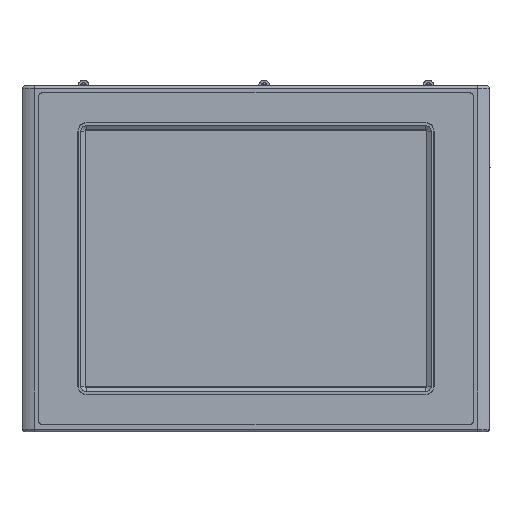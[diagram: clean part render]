
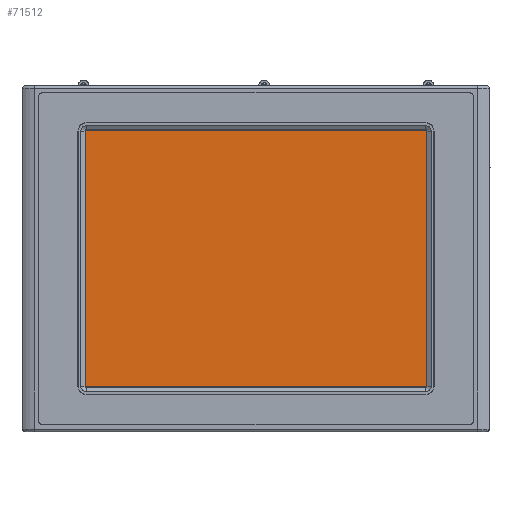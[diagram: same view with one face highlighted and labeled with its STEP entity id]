
A CAD part, top view. The second image highlights one B-rep face of the part: STEP entity #71512.
In plain terms, the highlighted planar face has unit normal (0, 0, 1).
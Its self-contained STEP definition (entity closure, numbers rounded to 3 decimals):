
#8601=FACE_OUTER_BOUND('',#12867,.T.);
#12867=EDGE_LOOP('',(#49274,#49275,#49276,#49277));
#18372=LINE('',#104817,#23870);
#18376=LINE('',#104825,#23874);
#18379=LINE('',#104831,#23877);
#18382=LINE('',#104836,#23880);
#23870=VECTOR('',#86444,248.87);
#23874=VECTOR('',#86450,187.4);
#23877=VECTOR('',#86455,248.87);
#23880=VECTOR('',#86460,187.4);
#29295=VERTEX_POINT('',#104815);
#29296=VERTEX_POINT('',#104816);
#29299=VERTEX_POINT('',#104824);
#29301=VERTEX_POINT('',#104830);
#36748=EDGE_CURVE('',#29295,#29296,#18372,.T.);
#36752=EDGE_CURVE('',#29296,#29299,#18376,.T.);
#36755=EDGE_CURVE('',#29299,#29301,#18379,.T.);
#36758=EDGE_CURVE('',#29301,#29295,#18382,.T.);
#49274=ORIENTED_EDGE('',*,*,#36748,.T.);
#49275=ORIENTED_EDGE('',*,*,#36752,.T.);
#49276=ORIENTED_EDGE('',*,*,#36755,.T.);
#49277=ORIENTED_EDGE('',*,*,#36758,.T.);
#64855=PLANE('',#76570);
#71512=ADVANCED_FACE('',(#8601),#64855,.T.);
#76570=AXIS2_PLACEMENT_3D('',#104838,#86462,#86463);
#86444=DIRECTION('',(1.,0.,0.));
#86450=DIRECTION('',(0.,1.,0.));
#86455=DIRECTION('',(-1.,0.,0.));
#86460=DIRECTION('',(0.,-1.,0.));
#86462=DIRECTION('center_axis',(0.,0.,
1.));
#86463=DIRECTION('ref_axis',(1.,0.,0.));
#104815=CARTESIAN_POINT('',(-124.435,-93.7,2.9));
#104816=CARTESIAN_POINT('',(124.435,-93.7,2.9));
#104817=CARTESIAN_POINT('',(124.435,-93.7,2.9));
#104824=CARTESIAN_POINT('',(124.435,93.7,2.9));
#104825=CARTESIAN_POINT('',(124.435,93.7,2.9));
#104830=CARTESIAN_POINT('',(-124.435,93.7,2.9));
#104831=CARTESIAN_POINT('',(-124.435,93.7,2.9));
#104836=CARTESIAN_POINT('',(-124.435,-93.7,2.9));
#104838=CARTESIAN_POINT('Origin',(0.,0.,
2.9));
